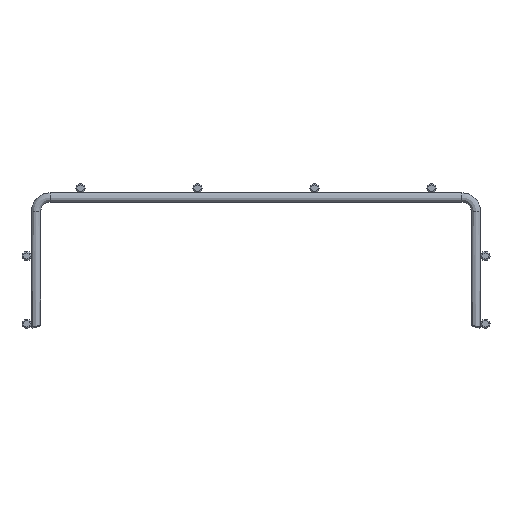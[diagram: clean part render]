
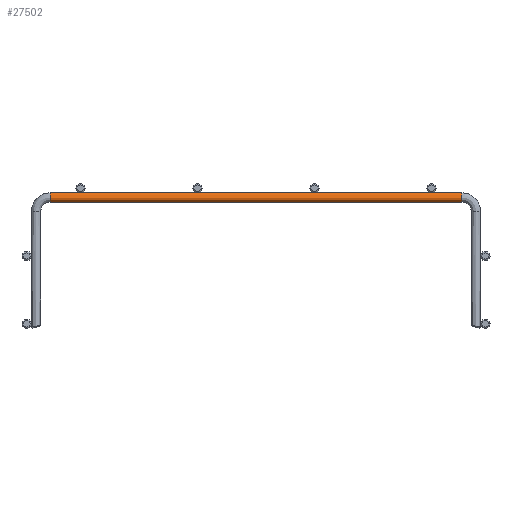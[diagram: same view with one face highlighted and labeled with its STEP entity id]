
A CAD part, front view. The second image highlights one B-rep face of the part: STEP entity #27502.
In plain terms, the highlighted cylindrical face has radius 2 mm (diameter 4 mm), a partial arc.
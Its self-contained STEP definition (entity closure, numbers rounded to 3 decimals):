
#27055=CARTESIAN_POINT('',(88.,-3002.,-2.));
#27056=DIRECTION('',(1.,0.,0.));
#27057=DIRECTION('',(0.,0.,1.));
#27058=AXIS2_PLACEMENT_3D('',#27055,#27056,#27057);
#27065=CARTESIAN_POINT('',(-88.,-3002.,-2.));
#27066=DIRECTION('',(1.,0.,0.));
#27067=DIRECTION('',(0.,0.,1.));
#27068=AXIS2_PLACEMENT_3D('',#27065,#27066,#27067);
#27070=DIRECTION('',(1.,0.,0.));
#27071=VECTOR('',#27070,176.);
#27072=CARTESIAN_POINT('',(-88.,-3002.,0.));
#27073=LINE('',#27072,#27071);
#27157=DIRECTION('',(1.,0.,0.));
#27158=VECTOR('',#27157,176.);
#27159=CARTESIAN_POINT('',(-88.,-3002.,-4.));
#27160=LINE('',#27159,#27158);
#27217=CARTESIAN_POINT('',(-88.,-3002.,-4.));
#27218=CARTESIAN_POINT('',(-88.,-3002.,0.));
#27219=VERTEX_POINT('',#27217);
#27220=VERTEX_POINT('',#27218);
#27221=CARTESIAN_POINT('',(88.,-3002.,-4.));
#27222=CARTESIAN_POINT('',(88.,-3002.,0.));
#27223=VERTEX_POINT('',#27221);
#27224=VERTEX_POINT('',#27222);
#27488=CARTESIAN_POINT('',(-88.,-3002.,-2.));
#27489=DIRECTION('',(1.,0.,0.));
#27490=DIRECTION('',(0.,0.,-1.));
#27491=AXIS2_PLACEMENT_3D('',#27488,#27489,#27490);
#27492=CYLINDRICAL_SURFACE('',#27491,2.);
#27494=ORIENTED_EDGE('',*,*,#27493,.F.);
#27496=ORIENTED_EDGE('',*,*,#27495,.T.);
#27497=ORIENTED_EDGE('',*,*,#27478,.T.);
#27499=ORIENTED_EDGE('',*,*,#27498,.F.);
#27500=EDGE_LOOP('',(#27494,#27496,#27497,#27499));
#27501=FACE_OUTER_BOUND('',#27500,.F.);
#27502=ADVANCED_FACE('',(#27501),#27492,.T.);
#27059=CIRCLE('',#27058,2.);
#27069=CIRCLE('',#27068,2.);
#27478=EDGE_CURVE('',#27224,#27223,#27059,.T.);
#27493=EDGE_CURVE('',#27220,#27219,#27069,.T.);
#27495=EDGE_CURVE('',#27220,#27224,#27073,.T.);
#27498=EDGE_CURVE('',#27219,#27223,#27160,.T.);
